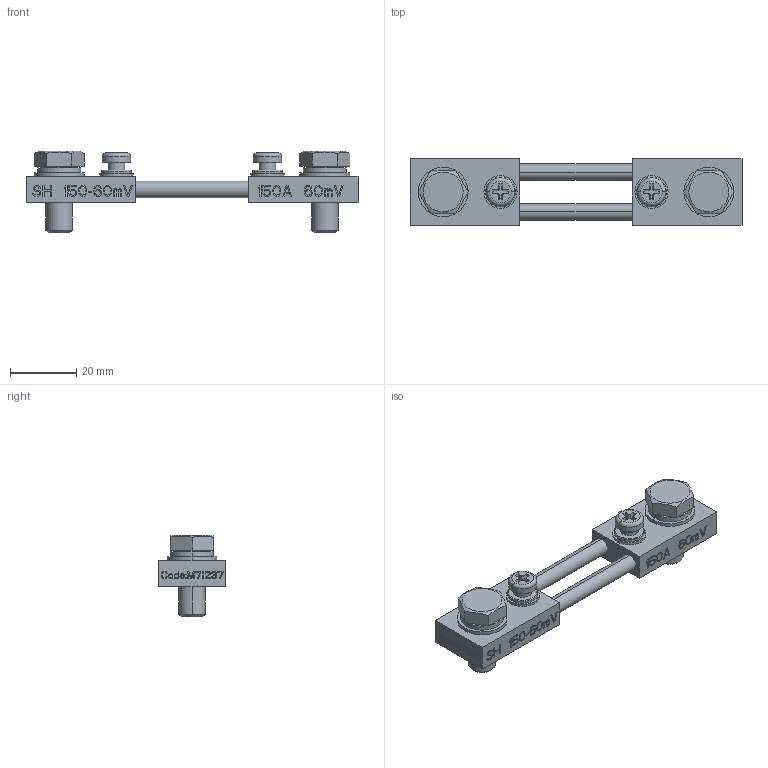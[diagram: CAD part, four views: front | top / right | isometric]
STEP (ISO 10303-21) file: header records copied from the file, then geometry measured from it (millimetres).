
FILE_DESCRIPTION((''),'2;1');
FILE_NAME('SH_150A_60MV','2017-09-12T',('bcollados'),(''),'CREO PARAMETRIC BY PTC INC, 2015290','CREO PARAMETRIC BY PTC INC, 2015290','');
FILE_SCHEMA(('AUTOMOTIVE_DESIGN { 1 0 10303 214 1 1 1 1 }'));
Length unit declared in the file: millimetre
Products named in the file (1): SH_150A_60MV
Bounding box: 100 x 20 x 24.5 mm (x, y, z)
Volume: 15391.8 mm3; surface area: 7611.1 mm2
Topology: 1 solids, 1 shells, 1042 faces, 2900 edges, 1928 vertices
Faces by surface type: plane 966, cylinder 48, cone 16, torus 12
Entity records: 45599 total; most frequent: CARTESIAN_POINT 5976, ORIENTED_EDGE 5800, DIRECTION 5112, PRESENTATION_STYLE_ASSIGNMENT 3089, STYLED_ITEM 2901, CURVE_STYLE 2900, EDGE_CURVE 2900, VECTOR 2740
